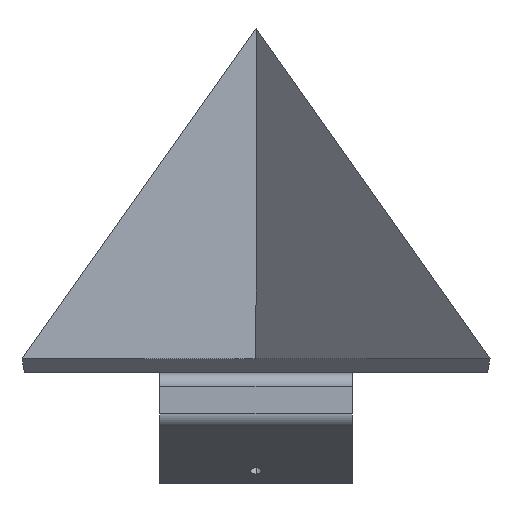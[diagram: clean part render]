
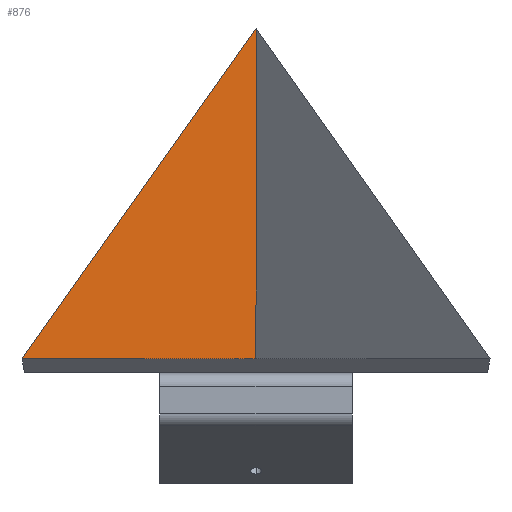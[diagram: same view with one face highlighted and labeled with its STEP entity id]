
A CAD part, top view. The second image highlights one B-rep face of the part: STEP entity #876.
In plain terms, the highlighted planar face has unit normal (0.707, 0, 0.707).
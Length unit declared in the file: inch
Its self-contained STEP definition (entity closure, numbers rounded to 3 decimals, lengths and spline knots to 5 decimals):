
#17 = VERTEX_POINT ( 'NONE', #446 ) ;
#37 = CARTESIAN_POINT ( 'NONE',  ( 0., 0., -4.25 ) ) ;
#59 = DIRECTION ( 'NONE',  ( 0., -1., 0. ) ) ;
#80 = AXIS2_PLACEMENT_3D ( 'NONE', #37, #940, #105 ) ;
#94 = EDGE_CURVE ( 'NONE', #766, #128, #678, .T. ) ;
#105 = DIRECTION ( 'NONE',  ( -0.707, 0., 0.707 ) ) ;
#128 = VERTEX_POINT ( 'NONE', #869 ) ;
#189 = CARTESIAN_POINT ( 'NONE',  ( -4.25, 0., 0. ) ) ;
#217 = VECTOR ( 'NONE', #616, 39.37008 ) ;
#254 = EDGE_LOOP ( 'NONE', ( #723, #508, #921 ) ) ;
#278 = FACE_OUTER_BOUND ( 'NONE', #254, .T. ) ;
#315 = EDGE_CURVE ( 'NONE', #17, #766, #903, .T. ) ;
#392 = VECTOR ( 'NONE', #59, 39.37008 ) ;
#446 = CARTESIAN_POINT ( 'NONE',  ( 0., 6.01041, -4.25 ) ) ;
#491 = CARTESIAN_POINT ( 'NONE',  ( 0., 0., -4.25 ) ) ;
#508 = ORIENTED_EDGE ( 'NONE', *, *, #94, .F. ) ;
#517 = PLANE ( 'NONE',  #80 ) ;
#561 = EDGE_CURVE ( 'NONE', #128, #17, #858, .T. ) ;
#614 = DIRECTION ( 'NONE',  ( 0.5, 0.707, -0.5 ) ) ;
#616 = DIRECTION ( 'NONE',  ( -0.707, 0., 0.707 ) ) ;
#678 = LINE ( 'NONE', #801, #217 ) ;
#723 = ORIENTED_EDGE ( 'NONE', *, *, #561, .F. ) ;
#766 = VERTEX_POINT ( 'NONE', #491 ) ;
#801 = CARTESIAN_POINT ( 'NONE',  ( 0., 0., -4.25 ) ) ;
#818 = CARTESIAN_POINT ( 'NONE',  ( 0., 6.01041, -4.25 ) ) ;
#841 = VECTOR ( 'NONE', #614, 39.37008 ) ;
#858 = LINE ( 'NONE', #189, #841 ) ;
#869 = CARTESIAN_POINT ( 'NONE',  ( -4.25, 0., 0. ) ) ;
#876 = ADVANCED_FACE ( 'NONE', ( #278 ), #517, .F. ) ;
#903 = LINE ( 'NONE', #818, #392 ) ;
#921 = ORIENTED_EDGE ( 'NONE', *, *, #315, .F. ) ;
#940 = DIRECTION ( 'NONE',  ( -0.707, 0., -0.707 ) ) ;
